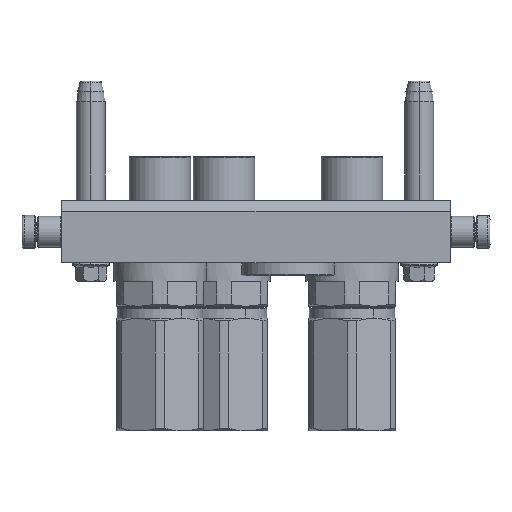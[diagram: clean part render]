
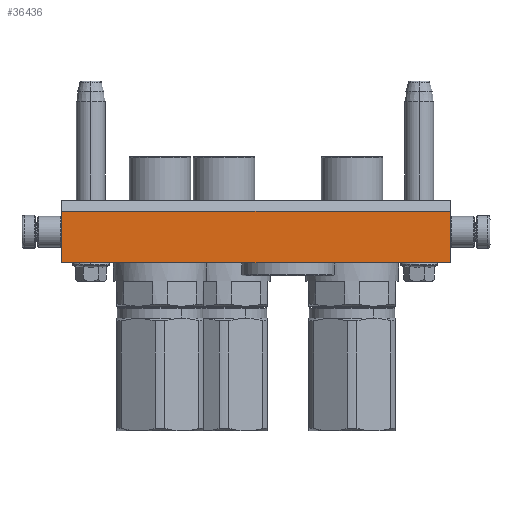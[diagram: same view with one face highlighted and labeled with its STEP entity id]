
A CAD part, left-side view. The second image highlights one B-rep face of the part: STEP entity #36436.
In plain terms, the highlighted face is planar.
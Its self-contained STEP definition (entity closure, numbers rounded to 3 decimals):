
#124 = CARTESIAN_POINT ( 'NONE',  ( 94., -15., -45. ) ) ;
#4557 = VECTOR ( 'NONE', #58786, 1000. ) ;
#4614 = ORIENTED_EDGE ( 'NONE', *, *, #53785, .F. ) ;
#4812 = VERTEX_POINT ( 'NONE', #34083 ) ;
#4889 = VERTEX_POINT ( 'NONE', #17242 ) ;
#7348 = CARTESIAN_POINT ( 'NONE',  ( 94., 15., -45. ) ) ;
#7603 = ORIENTED_EDGE ( 'NONE', *, *, #23997, .T. ) ;
#7778 = EDGE_CURVE ( 'NONE', #32601, #41880, #29881, .T. ) ;
#10270 = VECTOR ( 'NONE', #21686, 1000. ) ;
#11346 = VECTOR ( 'NONE', #16352, 1000. ) ;
#12086 = FACE_OUTER_BOUND ( 'NONE', #49508, .T. ) ;
#12800 = LINE ( 'NONE', #58379, #11346 ) ;
#13410 = ORIENTED_EDGE ( 'NONE', *, *, #7778, .F. ) ;
#16352 = DIRECTION ( 'NONE',  ( 0., 1., 0. ) ) ;
#17242 = CARTESIAN_POINT ( 'NONE',  ( -94., -10., -45. ) ) ;
#20235 = AXIS2_PLACEMENT_3D ( 'NONE', #124, #41821, #33306 ) ;
#21686 = DIRECTION ( 'NONE',  ( -1., 0., 0. ) ) ;
#23997 = EDGE_CURVE ( 'NONE', #4889, #41880, #12800, .T. ) ;
#29203 = LINE ( 'NONE', #58874, #50141 ) ;
#29881 = LINE ( 'NONE', #7348, #10270 ) ;
#30587 = EDGE_CURVE ( 'NONE', #4812, #32601, #29203, .T. ) ;
#31200 = DIRECTION ( 'NONE',  ( 0., 1., 0. ) ) ;
#32023 = ORIENTED_EDGE ( 'NONE', *, *, #30587, .F. ) ;
#32601 = VERTEX_POINT ( 'NONE', #54532 ) ;
#33306 = DIRECTION ( 'NONE',  ( -1., 0., 0. ) ) ;
#34083 = CARTESIAN_POINT ( 'NONE',  ( 94., -10., -45. ) ) ;
#36436 = ADVANCED_FACE ( 'NONE', ( #12086 ), #55747, .T. ) ;
#41821 = DIRECTION ( 'NONE',  ( 0., 0., -1. ) ) ;
#41880 = VERTEX_POINT ( 'NONE', #59087 ) ;
#49508 = EDGE_LOOP ( 'NONE', ( #7603, #13410, #32023, #4614 ) ) ;
#50141 = VECTOR ( 'NONE', #31200, 1000. ) ;
#52372 = LINE ( 'NONE', #53739, #4557 ) ;
#53739 = CARTESIAN_POINT ( 'NONE',  ( -94., -10., -45. ) ) ;
#53785 = EDGE_CURVE ( 'NONE', #4889, #4812, #52372, .T. ) ;
#54532 = CARTESIAN_POINT ( 'NONE',  ( 94., 15., -45. ) ) ;
#55747 = PLANE ( 'NONE',  #20235 ) ;
#58379 = CARTESIAN_POINT ( 'NONE',  ( -94., -10., -45. ) ) ;
#58786 = DIRECTION ( 'NONE',  ( 1., 0., 0. ) ) ;
#58874 = CARTESIAN_POINT ( 'NONE',  ( 94., -10., -45. ) ) ;
#59087 = CARTESIAN_POINT ( 'NONE',  ( -94., 15., -45. ) ) ;
